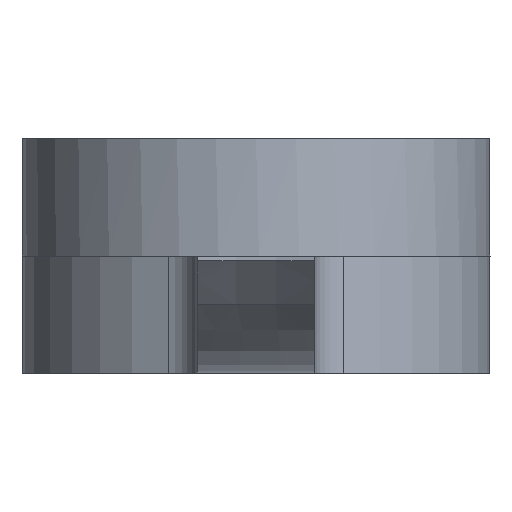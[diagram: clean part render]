
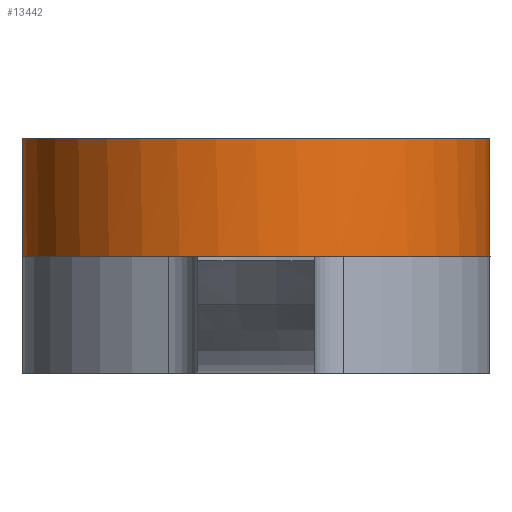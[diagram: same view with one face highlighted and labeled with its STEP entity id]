
A CAD part, front view. The second image highlights one B-rep face of the part: STEP entity #13442.
In plain terms, the highlighted cylindrical face has radius 5 mm (diameter 10 mm), a partial arc.
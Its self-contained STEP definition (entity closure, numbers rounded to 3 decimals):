
#3343 = VERTEX_POINT('',#3344);
#3344 = CARTESIAN_POINT('',(-1.875,-26.315,10.));
#3351 = EDGE_CURVE('',#3343,#3352,#3354,.T.);
#3352 = VERTEX_POINT('',#3353);
#3353 = CARTESIAN_POINT('',(1.875,-26.315,10.));
#3354 = CIRCLE('',#3355,5.);
#3355 = AXIS2_PLACEMENT_3D('',#3356,#3357,#3358);
#3356 = CARTESIAN_POINT('',(0.,-30.95,10.));
#3357 = DIRECTION('',(0.,0.,1.));
#3358 = DIRECTION('',(1.,0.,0.));
#3530 = VERTEX_POINT('',#3531);
#3531 = CARTESIAN_POINT('',(1.875,-26.315,7.5));
#3538 = EDGE_CURVE('',#3530,#3352,#3539,.T.);
#3539 = LINE('',#3540,#3541);
#3540 = CARTESIAN_POINT('',(1.875,-26.315,7.5));
#3541 = VECTOR('',#3542,1.);
#3542 = DIRECTION('',(0.,0.,1.));
#3579 = EDGE_CURVE('',#3580,#3582,#3584,.T.);
#3580 = VERTEX_POINT('',#3581);
#3581 = CARTESIAN_POINT('',(5.,-30.95,7.5));
#3582 = VERTEX_POINT('',#3583);
#3583 = CARTESIAN_POINT('',(-1.875,-26.315,7.5));
#3584 = CIRCLE('',#3585,5.);
#3585 = AXIS2_PLACEMENT_3D('',#3586,#3587,#3588);
#3586 = CARTESIAN_POINT('',(0.,-30.95,7.5));
#3587 = DIRECTION('',(0.,0.,-1.));
#3588 = DIRECTION('',(1.,0.,0.));
#3608 = EDGE_CURVE('',#3530,#3580,#3609,.T.);
#3609 = CIRCLE('',#3610,5.);
#3610 = AXIS2_PLACEMENT_3D('',#3611,#3612,#3613);
#3611 = CARTESIAN_POINT('',(0.,-30.95,7.5));
#3612 = DIRECTION('',(0.,0.,-1.));
#3613 = DIRECTION('',(1.,0.,0.));
#13442 = ADVANCED_FACE('',(#13443),#13455,.T.);
#13443 = FACE_BOUND('',#13444,.F.);
#13444 = EDGE_LOOP('',(#13445,#13446,#13452,#13453,#13454));
#13445 = ORIENTED_EDGE('',*,*,#3579,.T.);
#13446 = ORIENTED_EDGE('',*,*,#13447,.T.);
#13447 = EDGE_CURVE('',#3582,#3343,#13448,.T.);
#13448 = LINE('',#13449,#13450);
#13449 = CARTESIAN_POINT('',(-1.875,-26.315,7.5));
#13450 = VECTOR('',#13451,1.);
#13451 = DIRECTION('',(0.,0.,1.));
#13452 = ORIENTED_EDGE('',*,*,#3351,.T.);
#13453 = ORIENTED_EDGE('',*,*,#3538,.F.);
#13454 = ORIENTED_EDGE('',*,*,#3608,.T.);
#13455 = CYLINDRICAL_SURFACE('',#13456,5.);
#13456 = AXIS2_PLACEMENT_3D('',#13457,#13458,#13459);
#13457 = CARTESIAN_POINT('',(0.,-30.95,5.));
#13458 = DIRECTION('',(-0.,-0.,-1.));
#13459 = DIRECTION('',(1.,0.,0.));
